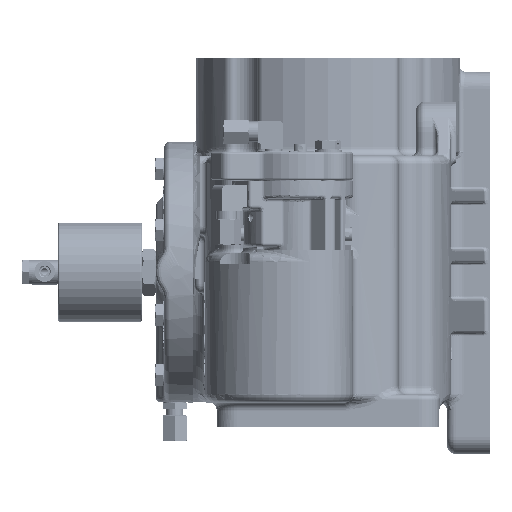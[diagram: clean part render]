
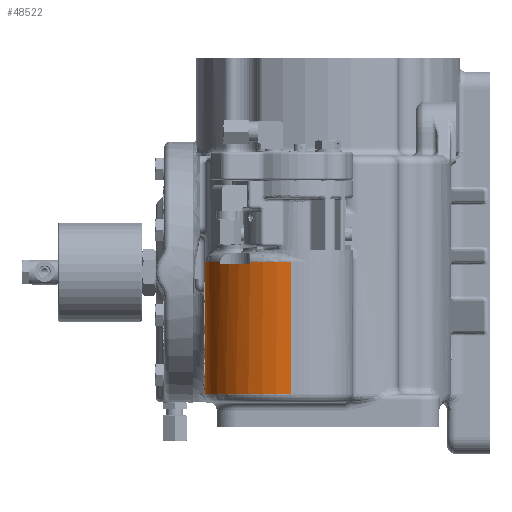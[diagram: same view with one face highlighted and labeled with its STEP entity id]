
A CAD part, left-side view. The second image highlights one B-rep face of the part: STEP entity #48522.
In plain terms, the highlighted cylindrical face has radius 50 mm (diameter 100 mm), a partial arc.
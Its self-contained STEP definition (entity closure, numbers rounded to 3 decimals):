
#35783 = DIRECTION ( 'NONE',  ( -1., 0., 0. ) ) ;
#35952 = DIRECTION ( 'NONE',  ( 0., 0., -1. ) ) ;
#35975 = CARTESIAN_POINT ( 'NONE',  ( -187.45, 21.5, 1.5 ) ) ;
#37902 = AXIS2_PLACEMENT_3D ( 'NONE', #246947, #246958, #246959 ) ;
#37905 = AXIS2_PLACEMENT_3D ( 'NONE', #246965, #246975, #246976 ) ;
#37909 = AXIS2_PLACEMENT_3D ( 'NONE', #246832, #246855, #246856 ) ;
#41392 = CARTESIAN_POINT ( 'NONE',  ( -237.45, 21.5, -80.5 ) ) ;
#42876 = CARTESIAN_POINT ( 'NONE',  ( -215.5, 62.891, -3.5 ) ) ;
#42929 = CARTESIAN_POINT ( 'NONE',  ( -215.5, 62.891, -4.5 ) ) ;
#42942 = CARTESIAN_POINT ( 'NONE',  ( -231.276, 45.569, -4.5 ) ) ;
#43060 = CARTESIAN_POINT ( 'NONE',  ( -237.45, 21.5, -3.5 ) ) ;
#48522 = ADVANCED_FACE ( 'NONE', ( #142913 ), #142916, .T. ) ;
#58123 = EDGE_CURVE ( 'NONE', #151885, #213414, #64459, .T. ) ;
#58140 = EDGE_CURVE ( 'NONE', #151939, #151954, #64469, .T. ) ;
#58142 = EDGE_CURVE ( 'NONE', #151939, #151885, #64463, .T. ) ;
#58144 = EDGE_CURVE ( 'NONE', #151954, #215101, #64471, .T. ) ;
#58149 = EDGE_CURVE ( 'NONE', #215854, #149408, #64484, .T. ) ;
#64025 = AXIS2_PLACEMENT_3D ( 'NONE', #206259, #206265, #206266 ) ;
#64459 = CIRCLE ( 'NONE', #37909, 50. ) ;
#64461 = VECTOR ( 'NONE', #246963, 1000. ) ;
#64463 = LINE ( 'NONE', #246961, #64461 ) ;
#64469 = CIRCLE ( 'NONE', #37902, 50. ) ;
#64471 = LINE ( 'NONE', #246967, #64473 ) ;
#64473 = VECTOR ( 'NONE', #246969, 1000. ) ;
#64484 = CIRCLE ( 'NONE', #37905, 50. ) ;
#85655 = EDGE_CURVE ( 'NONE', #152070, #149408, #96647, .T. ) ;
#87245 = EDGE_CURVE ( 'NONE', #152070, #215101, #169623, .T. ) ;
#96640 = VECTOR ( 'NONE', #151555, 1000. ) ;
#96647 = LINE ( 'NONE', #151535, #96640 ) ;
#108240 = AXIS2_PLACEMENT_3D ( 'NONE', #35975, #35952, #35783 ) ;
#121801 = CARTESIAN_POINT ( 'NONE',  ( -187.45, 71.5, 1.5 ) ) ;
#121805 = DIRECTION ( 'NONE',  ( 0., 0., -1. ) ) ;
#125882 = LINE ( 'NONE', #121801, #125886 ) ;
#125886 = VECTOR ( 'NONE', #121805, 1000. ) ;
#142913 = FACE_OUTER_BOUND ( 'NONE', #181659, .T. ) ;
#142916 = CYLINDRICAL_SURFACE ( 'NONE', #108240, 50. ) ;
#149408 = VERTEX_POINT ( 'NONE', #41392 ) ;
#151535 = CARTESIAN_POINT ( 'NONE',  ( -237.45, 21.5, 1.5 ) ) ;
#151555 = DIRECTION ( 'NONE',  ( 0., 0., -1. ) ) ;
#151885 = VERTEX_POINT ( 'NONE', #42876 ) ;
#151939 = VERTEX_POINT ( 'NONE', #42929 ) ;
#151954 = VERTEX_POINT ( 'NONE', #42942 ) ;
#152070 = VERTEX_POINT ( 'NONE', #43060 ) ;
#155385 = CARTESIAN_POINT ( 'NONE',  ( -231.276, 45.569, -3.5 ) ) ;
#156789 = CARTESIAN_POINT ( 'NONE',  ( -187.45, 71.5, -80.5 ) ) ;
#169623 = CIRCLE ( 'NONE', #64025, 50. ) ;
#176961 = CARTESIAN_POINT ( 'NONE',  ( -187.45, 71.5, -3.5 ) ) ;
#181659 = EDGE_LOOP ( 'NONE', ( #235244, #235238, #235240, #235234, #235236, #235230, #235232, #235226 ) ) ;
#206259 = CARTESIAN_POINT ( 'NONE',  ( -187.45, 21.5, -3.5 ) ) ;
#206265 = DIRECTION ( 'NONE',  ( 0., 0., -1. ) ) ;
#206266 = DIRECTION ( 'NONE',  ( -1., 0., 0. ) ) ;
#213414 = VERTEX_POINT ( 'NONE', #176961 ) ;
#215101 = VERTEX_POINT ( 'NONE', #155385 ) ;
#215854 = VERTEX_POINT ( 'NONE', #156789 ) ;
#235226 = ORIENTED_EDGE ( 'NONE', *, *, #58149, .T. ) ;
#235230 = ORIENTED_EDGE ( 'NONE', *, *, #58123, .T. ) ;
#235232 = ORIENTED_EDGE ( 'NONE', *, *, #242106, .T. ) ;
#235234 = ORIENTED_EDGE ( 'NONE', *, *, #58140, .F. ) ;
#235236 = ORIENTED_EDGE ( 'NONE', *, *, #58142, .T. ) ;
#235238 = ORIENTED_EDGE ( 'NONE', *, *, #87245, .T. ) ;
#235240 = ORIENTED_EDGE ( 'NONE', *, *, #58144, .F. ) ;
#235244 = ORIENTED_EDGE ( 'NONE', *, *, #85655, .F. ) ;
#242106 = EDGE_CURVE ( 'NONE', #213414, #215854, #125882, .T. ) ;
#246832 = CARTESIAN_POINT ( 'NONE',  ( -187.45, 21.5, -3.5 ) ) ;
#246855 = DIRECTION ( 'NONE',  ( 0., 0., -1. ) ) ;
#246856 = DIRECTION ( 'NONE',  ( -1., 0., 0. ) ) ;
#246947 = CARTESIAN_POINT ( 'NONE',  ( -187.45, 21.5, -4.5 ) ) ;
#246958 = DIRECTION ( 'NONE',  ( 0., 0., 1. ) ) ;
#246959 = DIRECTION ( 'NONE',  ( 1., 0., 0. ) ) ;
#246961 = CARTESIAN_POINT ( 'NONE',  ( -215.5, 62.891, -4.5 ) ) ;
#246963 = DIRECTION ( 'NONE',  ( 0., 0., 1. ) ) ;
#246965 = CARTESIAN_POINT ( 'NONE',  ( -187.45, 21.5, -80.5 ) ) ;
#246967 = CARTESIAN_POINT ( 'NONE',  ( -231.276, 45.569, -4.5 ) ) ;
#246969 = DIRECTION ( 'NONE',  ( 0., 0., 1. ) ) ;
#246975 = DIRECTION ( 'NONE',  ( 0., 0., 1. ) ) ;
#246976 = DIRECTION ( 'NONE',  ( 1., 0., 0. ) ) ;
